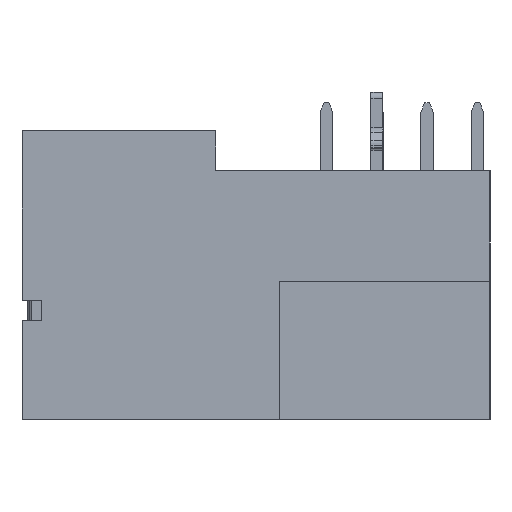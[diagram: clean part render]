
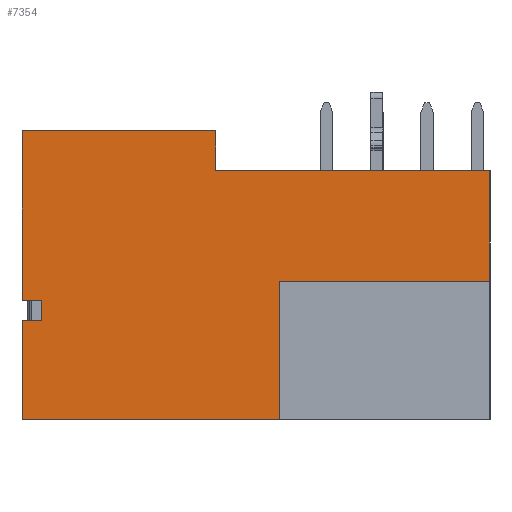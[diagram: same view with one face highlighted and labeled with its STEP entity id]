
A CAD part, left-side view. The second image highlights one B-rep face of the part: STEP entity #7354.
In plain terms, the highlighted planar face has unit normal (-1, 0, 0).
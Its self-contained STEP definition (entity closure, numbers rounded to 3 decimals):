
#3349=CARTESIAN_POINT('',(-11.43,-4.745,-7.29));
#3350=VERTEX_POINT('',#3349);
#3357=CARTESIAN_POINT('',(-11.43,8.255,-7.29));
#3358=VERTEX_POINT('',#3357);
#3359=CARTESIAN_POINT('',(-11.43,-4.745,-7.29));
#3360=DIRECTION('',(0.,1.,0.));
#3361=VECTOR('',#3360,13.);
#3362=LINE('',#3359,#3361);
#3363=EDGE_CURVE('',#3350,#3358,#3362,.T.);
#3390=CARTESIAN_POINT('',(-11.43,-4.745,-0.31));
#3391=VERTEX_POINT('',#3390);
#3398=CARTESIAN_POINT('',(-11.43,-4.745,-0.31));
#3399=DIRECTION('',(0.,0.,-1.));
#3400=VECTOR('',#3399,6.98);
#3401=LINE('',#3398,#3400);
#3402=EDGE_CURVE('',#3391,#3350,#3401,.T.);
#3436=CARTESIAN_POINT('',(-11.43,8.255,-2.275));
#3437=VERTEX_POINT('',#3436);
#3438=CARTESIAN_POINT('',(-11.43,8.255,-7.29));
#3439=DIRECTION('',(0.,0.,1.));
#3440=VECTOR('',#3439,5.015);
#3441=LINE('',#3438,#3440);
#3442=EDGE_CURVE('',#3358,#3437,#3441,.T.);
#3502=CARTESIAN_POINT('',(-11.43,-1.525,7.29));
#3503=VERTEX_POINT('',#3502);
#3504=CARTESIAN_POINT('',(-11.43,-1.525,5.28));
#3505=VERTEX_POINT('',#3504);
#3506=CARTESIAN_POINT('',(-11.43,-1.525,7.29));
#3507=DIRECTION('',(0.,0.,-1.));
#3508=VECTOR('',#3507,2.01);
#3509=LINE('',#3506,#3508);
#3510=EDGE_CURVE('',#3503,#3505,#3509,.T.);
#4655=CARTESIAN_POINT('',(-11.43,8.255,-1.275));
#4656=VERTEX_POINT('',#4655);
#4663=CARTESIAN_POINT('',(-11.43,8.255,7.29));
#4664=VERTEX_POINT('',#4663);
#4665=CARTESIAN_POINT('',(-11.43,8.255,-1.275));
#4666=DIRECTION('',(0.,0.,1.));
#4667=VECTOR('',#4666,8.565);
#4668=LINE('',#4665,#4667);
#4669=EDGE_CURVE('',#4656,#4664,#4668,.T.);
#4763=CARTESIAN_POINT('',(-11.43,8.255,7.29));
#4764=DIRECTION('',(0.,-1.,0.));
#4765=VECTOR('',#4764,9.78);
#4766=LINE('',#4763,#4765);
#4767=EDGE_CURVE('',#4664,#3503,#4766,.T.);
#4949=CARTESIAN_POINT('',(-11.43,7.255,-2.275));
#4950=VERTEX_POINT('',#4949);
#4968=CARTESIAN_POINT('',(-11.43,8.255,-2.275));
#4969=DIRECTION('',(0.,-1.,0.));
#4970=VECTOR('',#4969,1.);
#4971=LINE('',#4968,#4970);
#4972=EDGE_CURVE('',#3437,#4950,#4971,.T.);
#4993=CARTESIAN_POINT('',(-11.43,7.255,-1.275));
#4994=VERTEX_POINT('',#4993);
#5001=CARTESIAN_POINT('',(-11.43,7.255,-1.275));
#5002=DIRECTION('',(0.,1.,0.));
#5003=VECTOR('',#5002,1.);
#5004=LINE('',#5001,#5003);
#5005=EDGE_CURVE('',#4994,#4656,#5004,.T.);
#5018=CARTESIAN_POINT('',(-11.43,7.255,-2.275));
#5019=DIRECTION('',(0.,0.,1.));
#5020=VECTOR('',#5019,1.);
#5021=LINE('',#5018,#5020);
#5022=EDGE_CURVE('',#4950,#4994,#5021,.T.);
#7316=CARTESIAN_POINT('',(-11.43,8.255,-7.29));
#7317=DIRECTION('',(0.,-1.,0.));
#7318=DIRECTION('',(-1.,0.,0.));
#7319=AXIS2_PLACEMENT_3D('',#7316,#7318,#7317);
#7320=PLANE('',#7319);
#7321=ORIENTED_EDGE('',*,*,#3510,.F.);
#7322=ORIENTED_EDGE('',*,*,#4767,.F.);
#7323=ORIENTED_EDGE('',*,*,#4669,.F.);
#7324=ORIENTED_EDGE('',*,*,#5005,.F.);
#7325=ORIENTED_EDGE('',*,*,#5022,.F.);
#7326=ORIENTED_EDGE('',*,*,#4972,.F.);
#7327=ORIENTED_EDGE('',*,*,#3442,.F.);
#7328=ORIENTED_EDGE('',*,*,#3363,.F.);
#7329=ORIENTED_EDGE('',*,*,#3402,.F.);
#7330=CARTESIAN_POINT('',(-11.43,-15.365,-0.31));
#7331=VERTEX_POINT('',#7330);
#7332=CARTESIAN_POINT('',(-11.43,-4.745,-0.31));
#7333=DIRECTION('',(0.,-1.,0.));
#7334=VECTOR('',#7333,10.62);
#7335=LINE('',#7332,#7334);
#7336=EDGE_CURVE('',#3391,#7331,#7335,.T.);
#7337=ORIENTED_EDGE('',*,*,#7336,.T.);
#7338=CARTESIAN_POINT('',(-11.43,-15.365,5.28));
#7339=VERTEX_POINT('',#7338);
#7340=CARTESIAN_POINT('',(-11.43,-15.365,5.28));
#7341=DIRECTION('',(0.,0.,-1.));
#7342=VECTOR('',#7341,5.59);
#7343=LINE('',#7340,#7342);
#7344=EDGE_CURVE('',#7339,#7331,#7343,.T.);
#7345=ORIENTED_EDGE('',*,*,#7344,.F.);
#7346=CARTESIAN_POINT('',(-11.43,-15.365,5.28));
#7347=DIRECTION('',(0.,1.,0.));
#7348=VECTOR('',#7347,13.84);
#7349=LINE('',#7346,#7348);
#7350=EDGE_CURVE('',#7339,#3505,#7349,.T.);
#7351=ORIENTED_EDGE('',*,*,#7350,.T.);
#7352=EDGE_LOOP('',(#7321,#7322,#7323,#7324,#7325,#7326,#7327,#7328,#7329,#7337,#7345,#7351));
#7353=FACE_OUTER_BOUND('',#7352,.T.);
#7354=ADVANCED_FACE('',(#7353),#7320,.T.);
